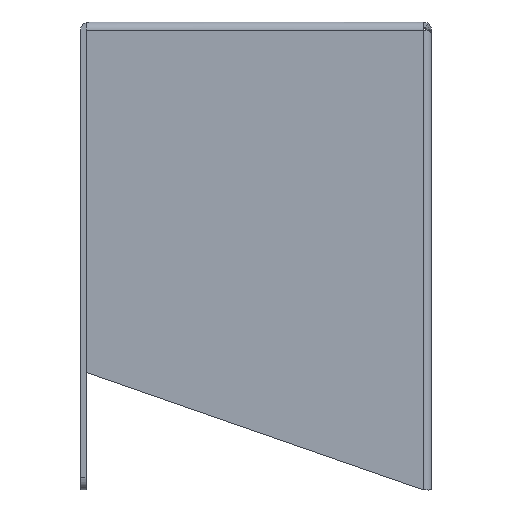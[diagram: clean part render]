
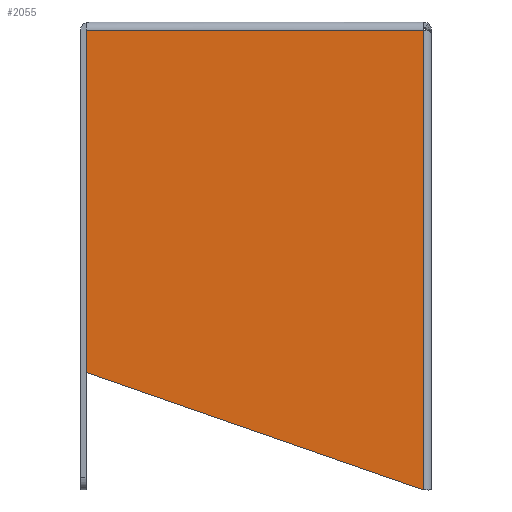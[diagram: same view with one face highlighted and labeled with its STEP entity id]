
A CAD part, left-side view. The second image highlights one B-rep face of the part: STEP entity #2055.
In plain terms, the highlighted planar face has unit normal (-1, 0, 0).
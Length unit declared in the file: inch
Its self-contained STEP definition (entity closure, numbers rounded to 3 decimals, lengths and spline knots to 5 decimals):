
#10 = CARTESIAN_POINT ( 'NONE',  ( 0., 0.048, 7.85692 ) ) ;
#77 = CARTESIAN_POINT ( 'NONE',  ( 0., 0.048, 0. ) ) ;
#337 = VERTEX_POINT ( 'NONE', #1379 ) ;
#372 = ORIENTED_EDGE ( 'NONE', *, *, #518, .T. ) ;
#418 = CARTESIAN_POINT ( 'NONE',  ( 0., 0., 0. ) ) ;
#498 = EDGE_LOOP ( 'NONE', ( #745, #2113, #1122, #372, #2298 ) ) ;
#501 = EDGE_CURVE ( 'NONE', #337, #1396, #1290, .T. ) ;
#518 = EDGE_CURVE ( 'NONE', #1068, #2042, #1464, .T. ) ;
#584 = DIRECTION ( 'NONE',  ( 0., 0., 1. ) ) ;
#586 = VECTOR ( 'NONE', #597, 39.37008 ) ;
#597 = DIRECTION ( 'NONE',  ( 0., 0., 1. ) ) ;
#613 = VECTOR ( 'NONE', #2215, 39.37008 ) ;
#695 = DIRECTION ( 'NONE',  ( 0., 0., 1. ) ) ;
#745 = ORIENTED_EDGE ( 'NONE', *, *, #501, .F. ) ;
#754 = FACE_OUTER_BOUND ( 'NONE', #498, .T. ) ;
#864 = EDGE_CURVE ( 'NONE', #337, #2001, #2172, .T. ) ;
#918 = CARTESIAN_POINT ( 'NONE',  ( 0., 0.048, 0. ) ) ;
#933 = LINE ( 'NONE', #10, #586 ) ;
#962 = PLANE ( 'NONE',  #1035 ) ;
#1015 = CARTESIAN_POINT ( 'NONE',  ( 0., 5.80992, 47.37008 ) ) ;
#1016 = LINE ( 'NONE', #1764, #2348 ) ;
#1035 = AXIS2_PLACEMENT_3D ( 'NONE', #418, #2505, #584 ) ;
#1068 = VERTEX_POINT ( 'NONE', #918 ) ;
#1076 = CARTESIAN_POINT ( 'NONE',  ( 0., 0.048, 7.857 ) ) ;
#1122 = ORIENTED_EDGE ( 'NONE', *, *, #1968, .T. ) ;
#1193 = DIRECTION ( 'NONE',  ( 0., -0.944, -0.329 ) ) ;
#1239 = CARTESIAN_POINT ( 'NONE',  ( 0., 0.048, 7.85692 ) ) ;
#1290 = LINE ( 'NONE', #1437, #613 ) ;
#1379 = CARTESIAN_POINT ( 'NONE',  ( 0., 5.80992, 7.857 ) ) ;
#1396 = VERTEX_POINT ( 'NONE', #1076 ) ;
#1437 = CARTESIAN_POINT ( 'NONE',  ( 0., 5.762, 7.857 ) ) ;
#1463 = VECTOR ( 'NONE', #1980, 39.37008 ) ;
#1464 = LINE ( 'NONE', #77, #2376 ) ;
#1582 = CARTESIAN_POINT ( 'NONE',  ( 0., 5.80992, 2.00871 ) ) ;
#1764 = CARTESIAN_POINT ( 'NONE',  ( 0., 5.80992, 2.00871 ) ) ;
#1968 = EDGE_CURVE ( 'NONE', #2001, #1068, #1016, .T. ) ;
#1980 = DIRECTION ( 'NONE',  ( 0., 0., -1. ) ) ;
#2001 = VERTEX_POINT ( 'NONE', #1582 ) ;
#2042 = VERTEX_POINT ( 'NONE', #1239 ) ;
#2055 = ADVANCED_FACE ( 'NONE', ( #754 ), #962, .T. ) ;
#2113 = ORIENTED_EDGE ( 'NONE', *, *, #864, .T. ) ;
#2120 = EDGE_CURVE ( 'NONE', #2042, #1396, #933, .T. ) ;
#2172 = LINE ( 'NONE', #1015, #1463 ) ;
#2215 = DIRECTION ( 'NONE',  ( 0., -1., 0. ) ) ;
#2298 = ORIENTED_EDGE ( 'NONE', *, *, #2120, .T. ) ;
#2348 = VECTOR ( 'NONE', #1193, 39.37008 ) ;
#2376 = VECTOR ( 'NONE', #695, 39.37008 ) ;
#2505 = DIRECTION ( 'NONE',  ( -1., 0., 0. ) ) ;
